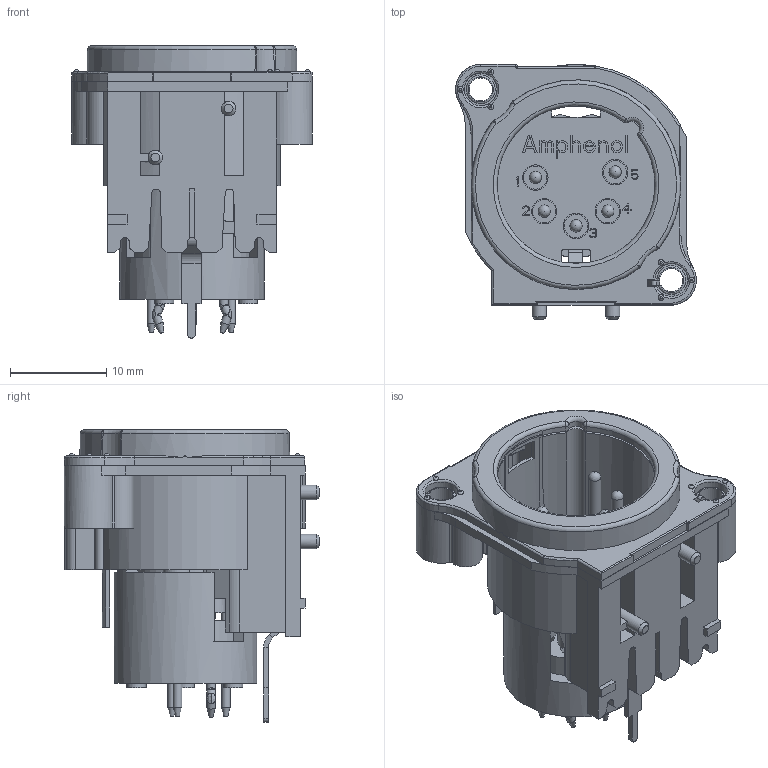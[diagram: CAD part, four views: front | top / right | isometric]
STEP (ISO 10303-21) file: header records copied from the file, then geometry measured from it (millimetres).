
FILE_DESCRIPTION(/* description */ (''),/* implementation_level */ '2;1');
FILE_NAME(/* name */ 'AC5MBV-AU-PRE.stp',/* time_stamp */ '2017-11-08T11:39:20+11:00',/* author */ ('minh'),/* organization */ (''),/* preprocessor_version */ 'ST-DEVELOPER v16.1',/* originating_system */ 'Autodesk Inventor 2016',/* authorisation */ '');
FILE_SCHEMA (('AUTOMOTIVE_DESIGN { 1 0 10303 214 3 1 1 }'));
Length unit declared in the file: inch
Products named in the file (1): AC5MBV-AU-PRE_Shrinkwrap_1
Bounding box: 25 x 26.5 x 30.35 mm (x, y, z)
Surface area: 6696.7 mm2 (no closed solid volume)
Topology: 0 solids, 41 shells, 444 faces, 2177 edges, 1728 vertices
Faces by surface type: plane 246, cylinder 128, bspline 25, torus 16, sphere 15, cone 14
Full cylindrical faces by diameter (mm): 0.9 x9, 1 x2, 1.2 x2, 1.27 x5, 1.5 x2, 2 x3, 2.4 x1, 3 x4, 3.4 x1
Entity records: 24076 total; most frequent: CARTESIAN_POINT 6705, DIRECTION 3418, ORIENTED_EDGE 3065, EDGE_CURVE 2107, VERTEX_POINT 1705, LINE 1502, VECTOR 1502, AXIS2_PLACEMENT_3D 958
